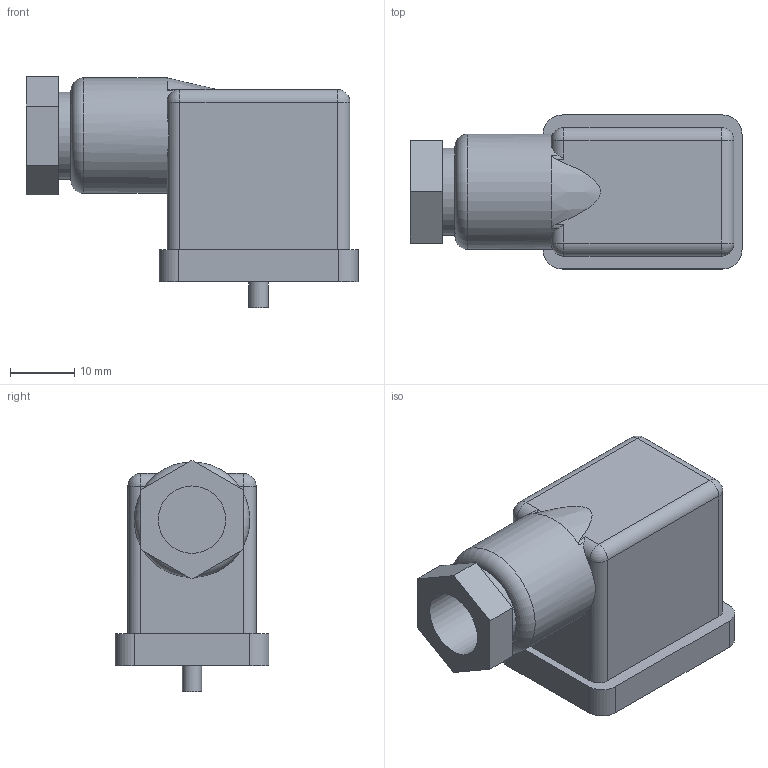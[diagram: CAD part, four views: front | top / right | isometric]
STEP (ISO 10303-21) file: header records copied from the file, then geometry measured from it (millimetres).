
FILE_DESCRIPTION(/* description */ ('CONNETTORE MICROBOBINA '),/* implementation_level */ '2;1');
FILE_NAME(/* name */ '305_11_0#L.stp',/* time_stamp */ '2016-10-04T16:27:20+02:00',/* author */ ('Maniean1'),/* organization */ ('Pneumax S.p.A.'),/* preprocessor_version */ 'ST-DEVELOPER v15.2',/* originating_system */ 'Autodesk Inventor 2014',/* authorisation */ '');
FILE_SCHEMA (('AUTOMOTIVE_DESIGN { 1 0 10303 214 3 1 1 }'));
Length unit declared in the file: millimetre
Products named in the file (1): 305_11_0#L
Bounding box: 51.75 x 24 x 36.04 mm (x, y, z)
Volume: 22150.5 mm3; surface area: 5965.2 mm2
Topology: 1 solids, 1 shells, 49 faces, 118 edges, 72 vertices
Faces by surface type: plane 24, cylinder 19, sphere 4, cone 1, torus 1
Full cylindrical faces by diameter (mm): 3 x1, 10.5 x1, 13.6 x1, 18 x1
Entity records: 1442 total; most frequent: CARTESIAN_POINT 306, DIRECTION 234, ORIENTED_EDGE 216, EDGE_CURVE 108, AXIS2_PLACEMENT_3D 86, VERTEX_POINT 71, LINE 62, VECTOR 62
